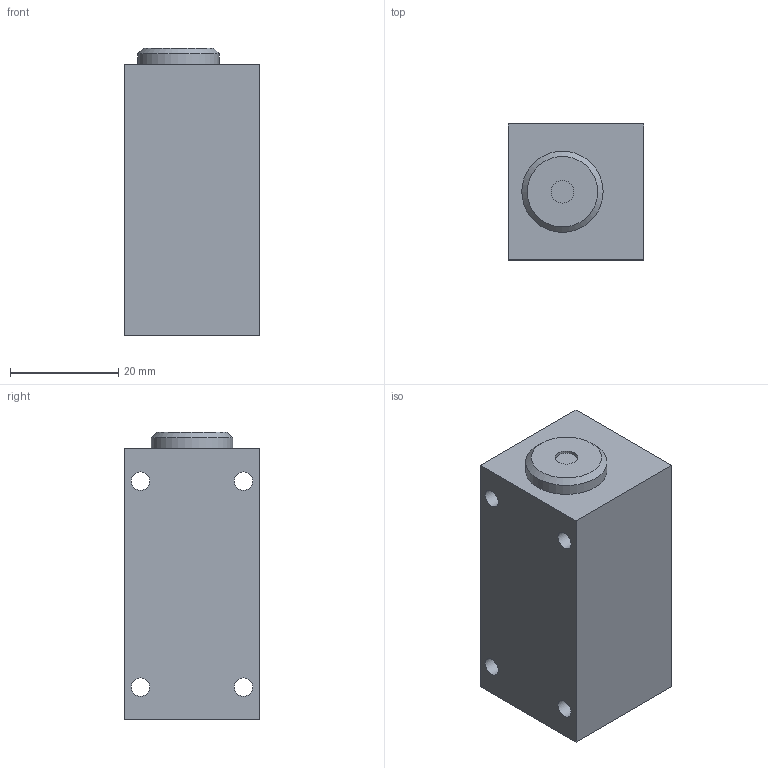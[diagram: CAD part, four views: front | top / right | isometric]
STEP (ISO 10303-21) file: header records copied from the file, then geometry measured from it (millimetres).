
FILE_DESCRIPTION (( 'STEP AP214' ), '1' );
FILE_NAME ('L-25-511_Airtec.step', '2018-12-05T13:24:43', ( '' ), ( '' ), 'SwSTEP 2.0', 'SolidWorks 2010', '' );
FILE_SCHEMA (( 'AUTOMOTIVE_DESIGN' ));
Length unit declared in the file: millimetre
Products named in the file (1): L-25-511_Airtec
Bounding box: 25 x 25 x 53 mm (x, y, z)
Volume: 30199.4 mm3; surface area: 7993.7 mm2
Topology: 1 solids, 1 shells, 156 faces, 427 edges, 283 vertices
Faces by surface type: plane 136, cylinder 13, cone 7
Full cylindrical faces by diameter (mm): 3.4 x4, 4.134 x7, 4.2 x1, 15 x1
Entity records: 4736 total; most frequent: CARTESIAN_POINT 831, ORIENTED_EDGE 798, DIRECTION 740, EDGE_CURVE 399, VECTOR 372, LINE 372, VERTEX_POINT 275, EDGE_LOOP 194
